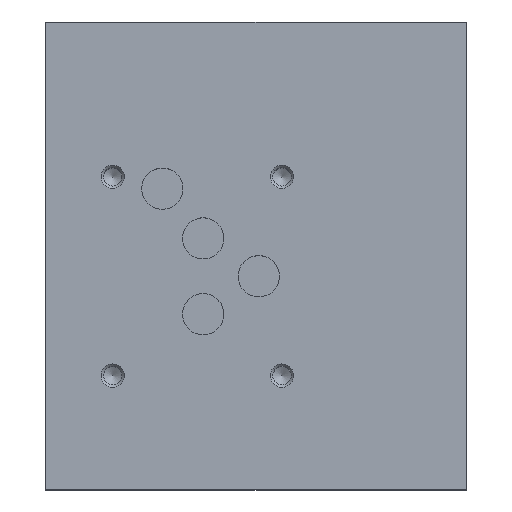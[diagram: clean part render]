
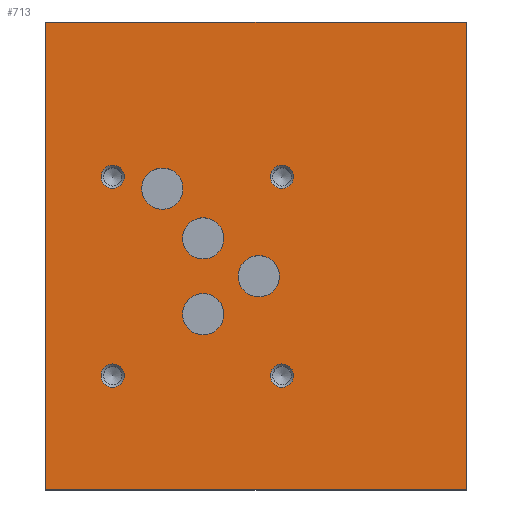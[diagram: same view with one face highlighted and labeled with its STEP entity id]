
A CAD part, top view. The second image highlights one B-rep face of the part: STEP entity #713.
In plain terms, the highlighted planar face has unit normal (0, 0, 1).
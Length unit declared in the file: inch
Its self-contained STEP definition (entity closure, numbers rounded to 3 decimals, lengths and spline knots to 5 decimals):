
#713 = ADVANCED_FACE( '', ( #1540, #1541, #1542, #1543, #1544, #1545, #1546, #1547, #1548 ), #1549, .F. );
#1540 = FACE_BOUND( '', #2423, .T. );
#1541 = FACE_BOUND( '', #2424, .T. );
#1542 = FACE_BOUND( '', #2425, .T. );
#1543 = FACE_BOUND( '', #2426, .T. );
#1544 = FACE_BOUND( '', #2427, .T. );
#1545 = FACE_BOUND( '', #2428, .T. );
#1546 = FACE_BOUND( '', #2429, .T. );
#1547 = FACE_BOUND( '', #2430, .T. );
#1548 = FACE_OUTER_BOUND( '', #2431, .T. );
#1549 = PLANE( '', #2432 );
#2423 = EDGE_LOOP( '', ( #4381 ) );
#2424 = EDGE_LOOP( '', ( #4382 ) );
#2425 = EDGE_LOOP( '', ( #4383 ) );
#2426 = EDGE_LOOP( '', ( #4384 ) );
#2427 = EDGE_LOOP( '', ( #4385 ) );
#2428 = EDGE_LOOP( '', ( #4386 ) );
#2429 = EDGE_LOOP( '', ( #4387 ) );
#2430 = EDGE_LOOP( '', ( #4388 ) );
#2431 = EDGE_LOOP( '', ( #4389, #4390, #4391, #4392 ) );
#2432 = AXIS2_PLACEMENT_3D( '', #4393, #4394, #4395 );
#4381 = ORIENTED_EDGE( '', *, *, #4788, .F. );
#4382 = ORIENTED_EDGE( '', *, *, #5470, .F. );
#4383 = ORIENTED_EDGE( '', *, *, #5272, .F. );
#4384 = ORIENTED_EDGE( '', *, *, #5308, .F. );
#4385 = ORIENTED_EDGE( '', *, *, #5303, .F. );
#4386 = ORIENTED_EDGE( '', *, *, #4906, .F. );
#4387 = ORIENTED_EDGE( '', *, *, #4773, .F. );
#4388 = ORIENTED_EDGE( '', *, *, #5471, .F. );
#4389 = ORIENTED_EDGE( '', *, *, #5472, .T. );
#4390 = ORIENTED_EDGE( '', *, *, #5018, .F. );
#4391 = ORIENTED_EDGE( '', *, *, #5052, .F. );
#4392 = ORIENTED_EDGE( '', *, *, #4730, .T. );
#4393 = CARTESIAN_POINT( '', ( 4.5, 5., 4. ) );
#4394 = DIRECTION( '', ( 0., 0., -1. ) );
#4395 = DIRECTION( '', ( -1., 0., 0. ) );
#4730 = EDGE_CURVE( '', #5560, #5558, #5561, .T. );
#4773 = EDGE_CURVE( '', #5631, #5631, #5632, .T. );
#4788 = EDGE_CURVE( '', #5656, #5656, #5657, .T. );
#4906 = EDGE_CURVE( '', #5856, #5856, #5857, .T. );
#5018 = EDGE_CURVE( '', #6049, #6044, #6051, .T. );
#5052 = EDGE_CURVE( '', #5560, #6049, #6108, .T. );
#5272 = EDGE_CURVE( '', #6429, #6429, #6430, .T. );
#5303 = EDGE_CURVE( '', #6471, #6471, #6472, .T. );
#5308 = EDGE_CURVE( '', #6477, #6477, #6478, .T. );
#5470 = EDGE_CURVE( '', #6670, #6670, #6671, .T. );
#5471 = EDGE_CURVE( '', #6672, #6672, #6673, .T. );
#5472 = EDGE_CURVE( '', #5558, #6044, #6674, .T. );
#5558 = VERTEX_POINT( '', #6767 );
#5560 = VERTEX_POINT( '', #6770 );
#5561 = LINE( '', #6771, #6772 );
#5631 = VERTEX_POINT( '', #6861 );
#5632 = CIRCLE( '', #6862, 0.2205 );
#5656 = VERTEX_POINT( '', #6893 );
#5657 = CIRCLE( '', #6894, 0.125 );
#5856 = VERTEX_POINT( '', #7160 );
#5857 = CIRCLE( '', #7161, 0.2205 );
#6044 = VERTEX_POINT( '', #7412 );
#6049 = VERTEX_POINT( '', #7419 );
#6051 = LINE( '', #7422, #7423 );
#6108 = LINE( '', #7496, #7497 );
#6429 = VERTEX_POINT( '', #7930 );
#6430 = CIRCLE( '', #7931, 0.125 );
#6471 = VERTEX_POINT( '', #7985 );
#6472 = CIRCLE( '', #7986, 0.2205 );
#6477 = VERTEX_POINT( '', #7992 );
#6478 = CIRCLE( '', #7993, 0.125 );
#6670 = VERTEX_POINT( '', #8254 );
#6671 = CIRCLE( '', #8255, 0.125 );
#6672 = VERTEX_POINT( '', #8256 );
#6673 = CIRCLE( '', #8257, 0.2205 );
#6674 = LINE( '', #8258, #8259 );
#6767 = CARTESIAN_POINT( '', ( 0., 5., 4. ) );
#6770 = CARTESIAN_POINT( '', ( 4.5, 5., 4. ) );
#6771 = CARTESIAN_POINT( '', ( 4.5, 5., 4. ) );
#6772 = VECTOR( '', #8353, 39.37008 );
#6861 = CARTESIAN_POINT( '', ( 1.4685, 3.217, 4. ) );
#6862 = AXIS2_PLACEMENT_3D( '', #8409, #8410, #8411 );
#6893 = CARTESIAN_POINT( '', ( 0.842, 3.343, 4. ) );
#6894 = AXIS2_PLACEMENT_3D( '', #8428, #8429, #8430 );
#7160 = CARTESIAN_POINT( '', ( 1.9055, 2.685, 4. ) );
#7161 = AXIS2_PLACEMENT_3D( '', #8558, #8559, #8560 );
#7412 = CARTESIAN_POINT( '', ( 0., 0., 4. ) );
#7419 = CARTESIAN_POINT( '', ( 4.5, 0., 4. ) );
#7422 = CARTESIAN_POINT( '', ( 4.5, 0., 4. ) );
#7423 = VECTOR( '', #8727, 39.37008 );
#7496 = CARTESIAN_POINT( '', ( 4.5, 5., 4. ) );
#7497 = VECTOR( '', #8777, 39.37008 );
#7930 = CARTESIAN_POINT( '', ( 2.653, 1.217, 4. ) );
#7931 = AXIS2_PLACEMENT_3D( '', #9019, #9020, #9021 );
#7985 = CARTESIAN_POINT( '', ( 1.9055, 1.874, 4. ) );
#7986 = AXIS2_PLACEMENT_3D( '', #9056, #9057, #9058 );
#7992 = CARTESIAN_POINT( '', ( 2.653, 3.343, 4. ) );
#7993 = AXIS2_PLACEMENT_3D( '', #9060, #9061, #9062 );
#8254 = CARTESIAN_POINT( '', ( 0.842, 1.217, 4. ) );
#8255 = AXIS2_PLACEMENT_3D( '', #9171, #9172, #9173 );
#8256 = CARTESIAN_POINT( '', ( 2.5005, 2.28, 4. ) );
#8257 = AXIS2_PLACEMENT_3D( '', #9174, #9175, #9176 );
#8258 = CARTESIAN_POINT( '', ( 0., 5., 4. ) );
#8259 = VECTOR( '', #9177, 39.37008 );
#8353 = DIRECTION( '', ( -1., 0., 0. ) );
#8409 = CARTESIAN_POINT( '', ( 1.248, 3.217, 4. ) );
#8410 = DIRECTION( '', ( 0., 0., 1. ) );
#8411 = DIRECTION( '', ( 1., 0., 0. ) );
#8428 = CARTESIAN_POINT( '', ( 0.717, 3.343, 4. ) );
#8429 = DIRECTION( '', ( 0., 0., 1. ) );
#8430 = DIRECTION( '', ( 1., 0., 0. ) );
#8558 = CARTESIAN_POINT( '', ( 1.685, 2.685, 4. ) );
#8559 = DIRECTION( '', ( 0., 0., 1. ) );
#8560 = DIRECTION( '', ( 1., 0., 0. ) );
#8727 = DIRECTION( '', ( -1., 0., 0. ) );
#8777 = DIRECTION( '', ( 0., -1., 0. ) );
#9019 = CARTESIAN_POINT( '', ( 2.528, 1.217, 4. ) );
#9020 = DIRECTION( '', ( 0., 0., 1. ) );
#9021 = DIRECTION( '', ( 1., 0., 0. ) );
#9056 = CARTESIAN_POINT( '', ( 1.685, 1.874, 4. ) );
#9057 = DIRECTION( '', ( 0., 0., 1. ) );
#9058 = DIRECTION( '', ( 1., 0., 0. ) );
#9060 = CARTESIAN_POINT( '', ( 2.528, 3.343, 4. ) );
#9061 = DIRECTION( '', ( 0., 0., 1. ) );
#9062 = DIRECTION( '', ( 1., 0., 0. ) );
#9171 = CARTESIAN_POINT( '', ( 0.717, 1.217, 4. ) );
#9172 = DIRECTION( '', ( 0., 0., 1. ) );
#9173 = DIRECTION( '', ( 1., 0., 0. ) );
#9174 = CARTESIAN_POINT( '', ( 2.28, 2.28, 4. ) );
#9175 = DIRECTION( '', ( 0., 0., 1. ) );
#9176 = DIRECTION( '', ( 1., 0., 0. ) );
#9177 = DIRECTION( '', ( 0., -1., 0. ) );
